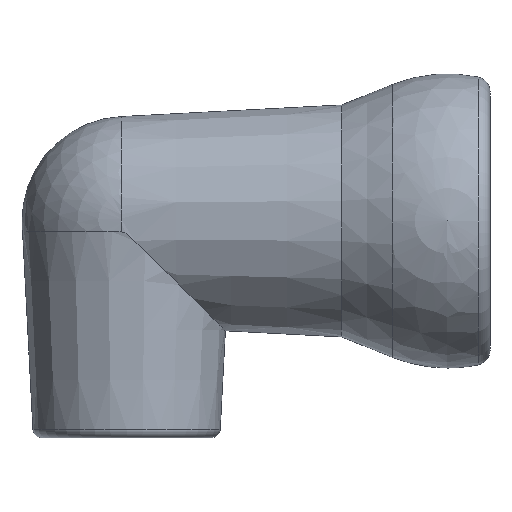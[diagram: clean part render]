
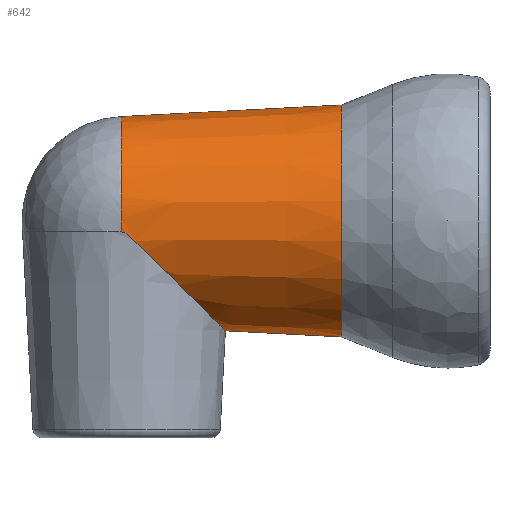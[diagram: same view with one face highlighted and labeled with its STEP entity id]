
A CAD part, front view. The second image highlights one B-rep face of the part: STEP entity #642.
In plain terms, the highlighted conical face has half-angle 2.991 degrees and reference radius 8.852 mm.
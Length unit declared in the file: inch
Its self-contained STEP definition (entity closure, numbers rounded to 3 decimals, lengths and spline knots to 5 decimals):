
#55 = CARTESIAN_POINT ( 'NONE',  ( -0.49485, 0., -0.387 ) ) ;
#56 = DIRECTION ( 'NONE',  ( 0.999, 0., 0.052 ) ) ;
#64 = VECTOR ( 'NONE', #56, 39.37008 ) ;
#65 = CARTESIAN_POINT ( 'NONE',  ( -1.23121, 0., 0.34852 ) ) ;
#66 = LINE ( 'NONE', #65, #64 ) ;
#189 = CARTESIAN_POINT ( 'NONE',  ( -1.14736, -0.33781, -0.10389 ) ) ;
#190 = CARTESIAN_POINT ( 'NONE',  ( -1.17657, -0.34324, -0.07578 ) ) ;
#191 = CARTESIAN_POINT ( 'NONE',  ( -1.18644, -0.34465, -0.06635 ) ) ;
#214 = CARTESIAN_POINT ( 'NONE',  ( -1.09115, -0.31873, -0.15945 ) ) ;
#215 = CARTESIAN_POINT ( 'NONE',  ( -1.12842, -0.33256, -0.1226 ) ) ;
#223 = DIRECTION ( 'NONE',  ( 0., 0., -1. ) ) ;
#224 = AXIS2_PLACEMENT_3D ( 'NONE', #274, #248, #223 ) ;
#225 = CONICAL_SURFACE ( 'NONE', #224, 0.34852, 0.052 ) ;
#228 = FACE_OUTER_BOUND ( 'NONE', #696, .T. ) ;
#248 = DIRECTION ( 'NONE',  ( 1., 0., 0. ) ) ;
#256 = CARTESIAN_POINT ( 'NONE',  ( -1.20176, -0.34609, -0.0528 ) ) ;
#257 = CARTESIAN_POINT ( 'NONE',  ( -1.20693, -0.34646, -0.04836 ) ) ;
#258 = CARTESIAN_POINT ( 'NONE',  ( -1.21529, -0.34678, -0.04237 ) ) ;
#259 = CARTESIAN_POINT ( 'NONE',  ( -1.2182, -0.34685, -0.04048 ) ) ;
#260 = CARTESIAN_POINT ( 'NONE',  ( -1.22439, -0.34686, -0.03752 ) ) ;
#261 = CARTESIAN_POINT ( 'NONE',  ( -1.22778, -0.34679, -0.03648 ) ) ;
#262 = CARTESIAN_POINT ( 'NONE',  ( -1.23121, -0.34661, -0.03648 ) ) ;
#266 = B_SPLINE_CURVE_WITH_KNOTS ( 'NONE', 3,
 ( #262, #261, #260, #259, #258, #257, #256, #191, #190, #189, #215, #214, #314, #313, #312, #311, #310, #309, #308, #307, #306, #340, #358, #375, #374, #373, #324, #323, #322, #343 ),
 .UNSPECIFIED., .F., .F.,
 ( 4, 2, 2, 2, 2, 2, 2, 2, 2, 2, 2, 2, 2, 2, 4 ),
 ( 0.00051, 0.00078, 0.00104, 0.00156, 0.00262, 0.00472, 0.00682, 0.00892, 0.01102, 0.01207, 0.01312, 0.01417, 0.01522, 0.01627, 0.01732 ),
 .UNSPECIFIED. ) ;
#274 = CARTESIAN_POINT ( 'NONE',  ( -1.23121, 0., 0. ) ) ;
#306 = CARTESIAN_POINT ( 'NONE',  ( -0.92447, -0.16458, -0.32552 ) ) ;
#307 = CARTESIAN_POINT ( 'NONE',  ( -0.93047, -0.17526, -0.31953 ) ) ;
#308 = CARTESIAN_POINT ( 'NONE',  ( -0.94338, -0.19569, -0.30664 ) ) ;
#309 = CARTESIAN_POINT ( 'NONE',  ( -0.95032, -0.20547, -0.29972 ) ) ;
#310 = CARTESIAN_POINT ( 'NONE',  ( -0.97183, -0.23283, -0.27825 ) ) ;
#311 = CARTESIAN_POINT ( 'NONE',  ( -0.98725, -0.24875, -0.26287 ) ) ;
#312 = CARTESIAN_POINT ( 'NONE',  ( -1.01982, -0.27688, -0.23041 ) ) ;
#313 = CARTESIAN_POINT ( 'NONE',  ( -1.03697, -0.28908, -0.21332 ) ) ;
#314 = CARTESIAN_POINT ( 'NONE',  ( -1.07286, -0.31013, -0.17763 ) ) ;
#322 = CARTESIAN_POINT ( 'NONE',  ( -0.88322, -0.0137, -0.36671 ) ) ;
#323 = CARTESIAN_POINT ( 'NONE',  ( -0.88405, -0.02759, -0.36587 ) ) ;
#324 = CARTESIAN_POINT ( 'NONE',  ( -0.88725, -0.05447, -0.36268 ) ) ;
#325 = CIRCLE ( 'NONE', #369, 0.387 ) ;
#340 = CARTESIAN_POINT ( 'NONE',  ( -0.91345, -0.14221, -0.33653 ) ) ;
#343 = CARTESIAN_POINT ( 'NONE',  ( -0.88322, 0., -0.36671 ) ) ;
#358 = CARTESIAN_POINT ( 'NONE',  ( -0.90843, -0.13052, -0.34153 ) ) ;
#366 = DIRECTION ( 'NONE',  ( 0., 0., -1. ) ) ;
#367 = DIRECTION ( 'NONE',  ( 1., 0., 0. ) ) ;
#368 = CARTESIAN_POINT ( 'NONE',  ( -0.49485, 0., 0. ) ) ;
#369 = AXIS2_PLACEMENT_3D ( 'NONE', #368, #367, #366 ) ;
#373 = CARTESIAN_POINT ( 'NONE',  ( -0.88961, -0.06762, -0.36032 ) ) ;
#374 = CARTESIAN_POINT ( 'NONE',  ( -0.89575, -0.09334, -0.3542 ) ) ;
#375 = CARTESIAN_POINT ( 'NONE',  ( -0.89953, -0.10596, -0.35042 ) ) ;
#397 = EDGE_CURVE ( 'NONE', #403, #406, #736, .T. ) ;
#403 = VERTEX_POINT ( 'NONE', #688 ) ;
#406 = VERTEX_POINT ( 'NONE', #682 ) ;
#415 = VERTEX_POINT ( 'NONE', #747 ) ;
#508 = EDGE_CURVE ( 'NONE', #415, #572, #788, .T. ) ;
#522 = VERTEX_POINT ( 'NONE', #859 ) ;
#569 = EDGE_CURVE ( 'NONE', #403, #522, #66, .T. ) ;
#572 = VERTEX_POINT ( 'NONE', #55 ) ;
#642 = ADVANCED_FACE ( 'NONE', ( #228 ), #225, .T. ) ;
#682 = CARTESIAN_POINT ( 'NONE',  ( -1.23121, -0.34661, -0.03648 ) ) ;
#688 = CARTESIAN_POINT ( 'NONE',  ( -1.23121, 0., 0.34852 ) ) ;
#696 = EDGE_LOOP ( 'NONE', ( #712, #697, #698, #710, #711 ) ) ;
#697 = ORIENTED_EDGE ( 'NONE', *, *, #397, .T. ) ;
#698 = ORIENTED_EDGE ( 'NONE', *, *, #708, .T. ) ;
#708 = EDGE_CURVE ( 'NONE', #406, #415, #266, .T. ) ;
#710 = ORIENTED_EDGE ( 'NONE', *, *, #508, .T. ) ;
#711 = ORIENTED_EDGE ( 'NONE', *, *, #761, .F. ) ;
#712 = ORIENTED_EDGE ( 'NONE', *, *, #569, .F. ) ;
#732 = DIRECTION ( 'NONE',  ( 0., 0., -1. ) ) ;
#733 = DIRECTION ( 'NONE',  ( 1., 0., 0. ) ) ;
#734 = CARTESIAN_POINT ( 'NONE',  ( -1.23121, 0., 0. ) ) ;
#735 = AXIS2_PLACEMENT_3D ( 'NONE', #734, #733, #732 ) ;
#736 = CIRCLE ( 'NONE', #735, 0.34852 ) ;
#747 = CARTESIAN_POINT ( 'NONE',  ( -0.88322, 0., -0.36671 ) ) ;
#761 = EDGE_CURVE ( 'NONE', #522, #572, #325, .T. ) ;
#788 = LINE ( 'NONE', #900, #899 ) ;
#859 = CARTESIAN_POINT ( 'NONE',  ( -0.49485, 0., 0.387 ) ) ;
#898 = DIRECTION ( 'NONE',  ( 0.999, 0., -0.052 ) ) ;
#899 = VECTOR ( 'NONE', #898, 39.37008 ) ;
#900 = CARTESIAN_POINT ( 'NONE',  ( -1.23121, 0., -0.34852 ) ) ;
